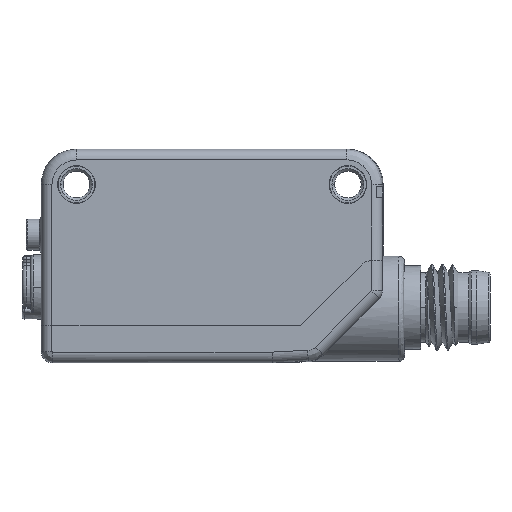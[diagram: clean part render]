
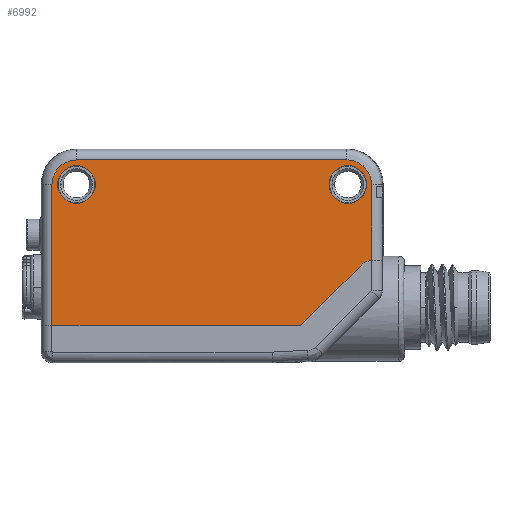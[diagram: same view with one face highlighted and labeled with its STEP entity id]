
A CAD part, left-side view. The second image highlights one B-rep face of the part: STEP entity #6992.
In plain terms, the highlighted planar face has unit normal (-1, 0, 0).
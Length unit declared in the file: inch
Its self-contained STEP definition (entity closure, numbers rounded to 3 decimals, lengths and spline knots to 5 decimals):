
#1=DIRECTION('',(0.,0.,1.));
#2=VECTOR('',#1,0.27963);
#3=CARTESIAN_POINT('',(-0.23622,-0.58711,
-0.01585));
#4=LINE('',#3,#2);
#5=DIRECTION('',(0.,-0.707,0.707));
#6=VECTOR('',#5,0.31517);
#7=CARTESIAN_POINT('',(-0.23622,-0.32593,
-0.25591));
#8=LINE('',#7,#6);
#9=DIRECTION('',(0.,-1.,0.));
#10=VECTOR('',#9,0.91648);
#11=CARTESIAN_POINT('',(-0.23622,0.59055,
-0.25591));
#12=LINE('',#11,#10);
#13=DIRECTION('',(0.,0.,-1.));
#14=VECTOR('',#13,0.51969);
#15=CARTESIAN_POINT('',(-0.23622,0.59055,
0.26378));
#16=LINE('',#15,#14);
#17=CARTESIAN_POINT('',(-0.23622,0.5,0.26378));
#18=DIRECTION('',(-1.,0.,0.));
#19=DIRECTION('',(0.,0.,1.));
#20=AXIS2_PLACEMENT_3D('',#17,#18,#19);
#22=DIRECTION('',(0.,1.,0.));
#23=VECTOR('',#22,0.99654);
#24=CARTESIAN_POINT('',(-0.23622,-0.49654,
0.35433));
#25=LINE('',#24,#23);
#26=CARTESIAN_POINT('',(-0.23622,-0.58711,
0.26378));
#27=CARTESIAN_POINT('',(-0.23622,-0.58711,
0.26692));
#28=CARTESIAN_POINT('',(-0.23622,-0.58678,
0.27318));
#29=CARTESIAN_POINT('',(-0.23622,-0.58531,
0.28256));
#30=CARTESIAN_POINT('',(-0.23622,-0.58285,
0.29175));
#31=CARTESIAN_POINT('',(-0.23622,-0.57945,
0.30063));
#32=CARTESIAN_POINT('',(-0.23622,-0.57514,
0.3091));
#33=CARTESIAN_POINT('',(-0.23622,-0.56996,
0.31708));
#34=CARTESIAN_POINT('',(-0.23622,-0.56397,
0.32448));
#35=CARTESIAN_POINT('',(-0.23622,-0.55725,
0.3312));
#36=CARTESIAN_POINT('',(-0.23622,-0.54985,
0.33719));
#37=CARTESIAN_POINT('',(-0.23622,-0.54187,
0.34236));
#38=CARTESIAN_POINT('',(-0.23622,-0.5334,
0.34667));
#39=CARTESIAN_POINT('',(-0.23622,-0.52452,
0.35008));
#40=CARTESIAN_POINT('',(-0.23622,-0.51533,
0.35253));
#41=CARTESIAN_POINT('',(-0.23622,-0.50594,
0.35401));
#42=CARTESIAN_POINT('',(-0.23622,-0.49968,
0.35433));
#43=CARTESIAN_POINT('',(-0.23622,-0.49654,
0.35433));
#45=CARTESIAN_POINT('',(-0.23622,0.5,0.26378));
#46=DIRECTION('',(1.,0.,0.));
#47=DIRECTION('',(0.,0.,-1.));
#48=AXIS2_PLACEMENT_3D('',#45,#46,#47);
#50=CARTESIAN_POINT('',(-0.23622,0.5,0.26378));
#51=DIRECTION('',(1.,0.,0.));
#52=DIRECTION('',(0.,0.,1.));
#53=AXIS2_PLACEMENT_3D('',#50,#51,#52);
#55=CARTESIAN_POINT('',(-0.23622,-0.5,0.26378));
#56=DIRECTION('',(1.,0.,0.));
#57=DIRECTION('',(0.,0.,-1.));
#58=AXIS2_PLACEMENT_3D('',#55,#56,#57);
#60=CARTESIAN_POINT('',(-0.23622,-0.5,0.26378));
#61=DIRECTION('',(1.,0.,0.));
#62=DIRECTION('',(0.,0.,1.));
#63=AXIS2_PLACEMENT_3D('',#60,#61,#62);
#1720=CARTESIAN_POINT('',(-0.23622,-0.59055,
-0.0748));
#1721=DIRECTION('',(1.,0.,0.));
#1722=DIRECTION('',(0.,0.707,0.707));
#1723=AXIS2_PLACEMENT_3D('',#1720,#1721,#1722);
#5937=CARTESIAN_POINT('',(-0.23622,-0.32593,
-0.25591));
#5939=VERTEX_POINT('',#5937);
#6000=VERTEX_POINT('',#26);
#6001=VERTEX_POINT('',#43);
#6004=CARTESIAN_POINT('',(-0.23622,0.5,0.35433));
#6005=VERTEX_POINT('',#6004);
#6039=CARTESIAN_POINT('',(-0.23622,-0.54879,
-0.03304));
#6040=VERTEX_POINT('',#6039);
#6043=CARTESIAN_POINT('',(-0.23622,-0.58711,
-0.01585));
#6044=VERTEX_POINT('',#6043);
#6109=CARTESIAN_POINT('',(-0.23622,-0.5,0.33307));
#6110=CARTESIAN_POINT('',(-0.23622,-0.5,0.19449));
#6111=VERTEX_POINT('',#6109);
#6112=VERTEX_POINT('',#6110);
#6113=CARTESIAN_POINT('',(-0.23622,0.5,0.33307));
#6114=CARTESIAN_POINT('',(-0.23622,0.5,0.19449));
#6115=VERTEX_POINT('',#6113);
#6116=VERTEX_POINT('',#6114);
#6161=CARTESIAN_POINT('',(-0.23622,0.59055,
-0.25591));
#6163=VERTEX_POINT('',#6161);
#6167=CARTESIAN_POINT('',(-0.23622,0.59055,
0.26378));
#6168=VERTEX_POINT('',#6167);
#6957=CARTESIAN_POINT('',(-0.23622,0.,0.));
#6958=DIRECTION('',(1.,0.,0.));
#6959=DIRECTION('',(0.,0.,-1.));
#6960=AXIS2_PLACEMENT_3D('',#6957,#6958,#6959);
#6961=PLANE('',#6960);
#6963=ORIENTED_EDGE('',*,*,#6962,.F.);
#6965=ORIENTED_EDGE('',*,*,#6964,.F.);
#6967=ORIENTED_EDGE('',*,*,#6966,.F.);
#6969=ORIENTED_EDGE('',*,*,#6968,.F.);
#6971=ORIENTED_EDGE('',*,*,#6970,.F.);
#6973=ORIENTED_EDGE('',*,*,#6972,.F.);
#6975=ORIENTED_EDGE('',*,*,#6974,.F.);
#6977=ORIENTED_EDGE('',*,*,#6976,.F.);
#6978=EDGE_LOOP('',(#6963,#6965,#6967,#6969,#6971,#6973,#6975,#6977));
#6979=FACE_OUTER_BOUND('',#6978,.F.);
#6981=ORIENTED_EDGE('',*,*,#6980,.F.);
#6983=ORIENTED_EDGE('',*,*,#6982,.F.);
#6984=EDGE_LOOP('',(#6981,#6983));
#6985=FACE_BOUND('',#6984,.F.);
#6987=ORIENTED_EDGE('',*,*,#6986,.F.);
#6989=ORIENTED_EDGE('',*,*,#6988,.F.);
#6990=EDGE_LOOP('',(#6987,#6989));
#6991=FACE_BOUND('',#6990,.F.);
#6992=ADVANCED_FACE('',(#6979,#6985,#6991),#6961,.F.);
#21=CIRCLE('',#20,0.09055);
#44=B_SPLINE_CURVE_WITH_KNOTS('',3,(#26,#27,#28,#29,#30,#31,#32,#33,#34,#35,#36,
#37,#38,#39,#40,#41,#42,#43),.UNSPECIFIED.,.F.,.F.,(4,1,1,1,1,1,1,1,1,1,1,1,1,1,
1,4),(0.,0.06667,0.13333,0.2,0.26667,
0.33333,0.4,0.46667,0.53333,0.6,
0.66667,0.73333,0.8,0.86667,0.93333,
1.),.UNSPECIFIED.);
#49=CIRCLE('',#48,0.06929);
#54=CIRCLE('',#53,0.06929);
#59=CIRCLE('',#58,0.06929);
#64=CIRCLE('',#63,0.06929);
#1724=CIRCLE('',#1723,0.05906);
#6962=EDGE_CURVE('',#6044,#6000,#4,.T.);
#6964=EDGE_CURVE('',#6040,#6044,#1724,.T.);
#6966=EDGE_CURVE('',#5939,#6040,#8,.T.);
#6968=EDGE_CURVE('',#6163,#5939,#12,.T.);
#6970=EDGE_CURVE('',#6168,#6163,#16,.T.);
#6972=EDGE_CURVE('',#6005,#6168,#21,.T.);
#6974=EDGE_CURVE('',#6001,#6005,#25,.T.);
#6976=EDGE_CURVE('',#6000,#6001,#44,.T.);
#6980=EDGE_CURVE('',#6116,#6115,#49,.T.);
#6982=EDGE_CURVE('',#6115,#6116,#54,.T.);
#6986=EDGE_CURVE('',#6112,#6111,#59,.T.);
#6988=EDGE_CURVE('',#6111,#6112,#64,.T.);
